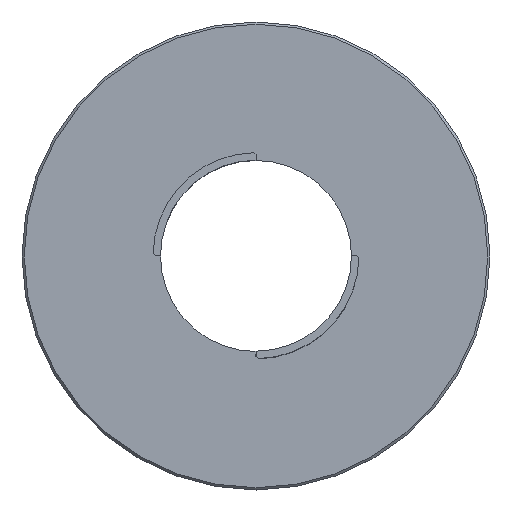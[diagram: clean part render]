
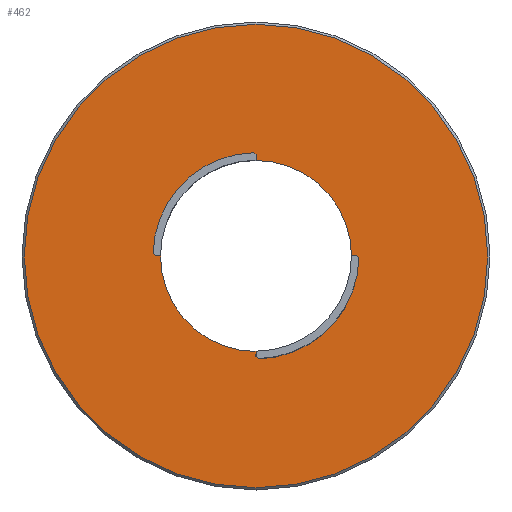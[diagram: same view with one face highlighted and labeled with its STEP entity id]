
A CAD part, top view. The second image highlights one B-rep face of the part: STEP entity #462.
In plain terms, the highlighted planar face has unit normal (0, 0, 1).
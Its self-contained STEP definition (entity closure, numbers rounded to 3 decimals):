
#23=LINE('',#612,#51);
#27=LINE('',#621,#55);
#31=LINE('',#630,#59);
#35=LINE('',#639,#63);
#40=LINE('',#655,#68);
#42=LINE('',#659,#70);
#46=LINE('',#667,#74);
#48=LINE('',#671,#76);
#51=VECTOR('',#519,1000.);
#55=VECTOR('',#525,1000.);
#59=VECTOR('',#531,1000.);
#63=VECTOR('',#537,1000.);
#68=VECTOR('',#550,1000.);
#70=VECTOR('',#554,1000.);
#74=VECTOR('',#560,1000.);
#76=VECTOR('',#564,1000.);
#87=PLANE('',#490);
#127=ORIENTED_EDGE('',*,*,#207,.T.);
#128=ORIENTED_EDGE('',*,*,#202,.F.);
#129=ORIENTED_EDGE('',*,*,#177,.T.);
#130=ORIENTED_EDGE('',*,*,#208,.T.);
#131=ORIENTED_EDGE('',*,*,#181,.T.);
#132=ORIENTED_EDGE('',*,*,#198,.F.);
#133=ORIENTED_EDGE('',*,*,#209,.F.);
#134=ORIENTED_EDGE('',*,*,#196,.F.);
#135=ORIENTED_EDGE('',*,*,#185,.T.);
#136=ORIENTED_EDGE('',*,*,#210,.T.);
#137=ORIENTED_EDGE('',*,*,#189,.T.);
#138=ORIENTED_EDGE('',*,*,#204,.F.);
#139=ORIENTED_EDGE('',*,*,#211,.F.);
#177=EDGE_CURVE('',#219,#220,#23,.T.);
#181=EDGE_CURVE('',#223,#224,#27,.T.);
#185=EDGE_CURVE('',#227,#228,#31,.T.);
#189=EDGE_CURVE('',#231,#232,#35,.T.);
#196=EDGE_CURVE('',#227,#238,#40,.T.);
#198=EDGE_CURVE('',#239,#224,#42,.T.);
#202=EDGE_CURVE('',#219,#242,#46,.T.);
#204=EDGE_CURVE('',#243,#232,#48,.T.);
#207=EDGE_CURVE('',#245,#245,#251,.F.);
#208=EDGE_CURVE('',#220,#223,#252,.T.);
#209=EDGE_CURVE('',#238,#239,#253,.T.);
#210=EDGE_CURVE('',#228,#231,#254,.T.);
#211=EDGE_CURVE('',#242,#243,#255,.T.);
#219=VERTEX_POINT('',#613);
#220=VERTEX_POINT('',#614);
#223=VERTEX_POINT('',#622);
#224=VERTEX_POINT('',#623);
#227=VERTEX_POINT('',#631);
#228=VERTEX_POINT('',#632);
#231=VERTEX_POINT('',#640);
#232=VERTEX_POINT('',#641);
#238=VERTEX_POINT('',#656);
#239=VERTEX_POINT('',#660);
#242=VERTEX_POINT('',#668);
#243=VERTEX_POINT('',#672);
#245=VERTEX_POINT('',#678);
#251=CIRCLE('',#491,61.9);
#252=CIRCLE('',#492,27.5);
#253=CIRCLE('',#493,25.5);
#254=CIRCLE('',#494,27.5);
#255=CIRCLE('',#495,25.5);
#273=EDGE_LOOP('',(#127));
#274=EDGE_LOOP('',(#128,#129,#130,#131,#132,#133,#134,#135,#136,#137,#138,
#139));
#299=FACE_BOUND('',#273,.T.);
#300=FACE_BOUND('',#274,.T.);
#462=ADVANCED_FACE('',(#299,#300),#87,.F.);
#490=AXIS2_PLACEMENT_3D('',#676,#567,#568);
#491=AXIS2_PLACEMENT_3D('',#677,#569,#570);
#492=AXIS2_PLACEMENT_3D('',#679,#571,#572);
#493=AXIS2_PLACEMENT_3D('',#680,#573,#574);
#494=AXIS2_PLACEMENT_3D('',#681,#575,#576);
#495=AXIS2_PLACEMENT_3D('',#682,#577,#578);
#519=DIRECTION('',(0.699,-0.715,0.));
#525=DIRECTION('',(-0.715,0.699,0.));
#531=DIRECTION('',(-0.699,0.715,0.));
#537=DIRECTION('',(0.715,-0.699,0.));
#550=DIRECTION('',(1.,0.,0.));
#554=DIRECTION('',(0.,-1.,0.));
#560=DIRECTION('',(-1.,0.,0.));
#564=DIRECTION('',(0.,1.,0.));
#567=DIRECTION('',(0.,0.,-1.));
#568=DIRECTION('',(-1.,0.,0.));
#569=DIRECTION('',(0.,0.,-1.));
#570=DIRECTION('',(-1.,0.,0.));
#571=DIRECTION('',(0.,0.,-1.));
#572=DIRECTION('',(1.,0.,0.));
#573=DIRECTION('',(0.,0.,1.));
#574=DIRECTION('',(1.,0.,0.));
#575=DIRECTION('',(0.,0.,-1.));
#576=DIRECTION('',(1.,0.,0.));
#577=DIRECTION('',(0.,0.,1.));
#578=DIRECTION('',(-1.,0.,0.));
#612=CARTESIAN_POINT('',(13.747,13.45,-28.));
#613=CARTESIAN_POINT('',(26.907,0.,-28.));
#614=CARTESIAN_POINT('',(27.493,-0.6,-28.));
#621=CARTESIAN_POINT('',(-13.45,-13.747,-28.));
#622=CARTESIAN_POINT('',(0.6,-27.493,-28.));
#623=CARTESIAN_POINT('',(0.,-26.907,-28.));
#630=CARTESIAN_POINT('',(-13.747,-13.45,-28.));
#631=CARTESIAN_POINT('',(-26.907,0.,-28.));
#632=CARTESIAN_POINT('',(-27.493,0.6,-28.));
#639=CARTESIAN_POINT('',(13.45,13.747,-28.));
#640=CARTESIAN_POINT('',(-0.6,27.493,-28.));
#641=CARTESIAN_POINT('',(0.,26.907,-28.));
#655=CARTESIAN_POINT('',(25.5,0.,-28.));
#656=CARTESIAN_POINT('',(-25.5,0.,-28.));
#659=CARTESIAN_POINT('',(0.,27.5,-28.));
#660=CARTESIAN_POINT('',(0.,-25.5,-28.));
#667=CARTESIAN_POINT('',(25.5,0.,-28.));
#668=CARTESIAN_POINT('',(25.5,0.,-28.));
#671=CARTESIAN_POINT('',(0.,27.5,-28.));
#672=CARTESIAN_POINT('',(0.,25.5,-28.));
#676=CARTESIAN_POINT('',(0.,0.,-28.));
#677=CARTESIAN_POINT('',(0.,0.,-28.));
#678=CARTESIAN_POINT('',(-61.9,0.,-28.));
#679=CARTESIAN_POINT('',(0.,0.,-28.));
#680=CARTESIAN_POINT('',(0.,0.,-28.));
#681=CARTESIAN_POINT('',(0.,0.,-28.));
#682=CARTESIAN_POINT('',(0.,0.,-28.));
